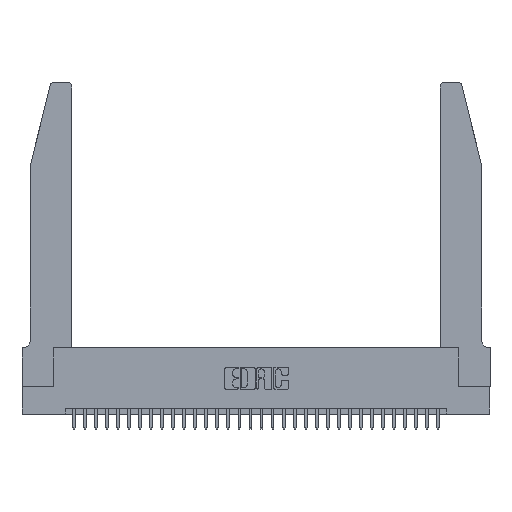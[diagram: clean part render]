
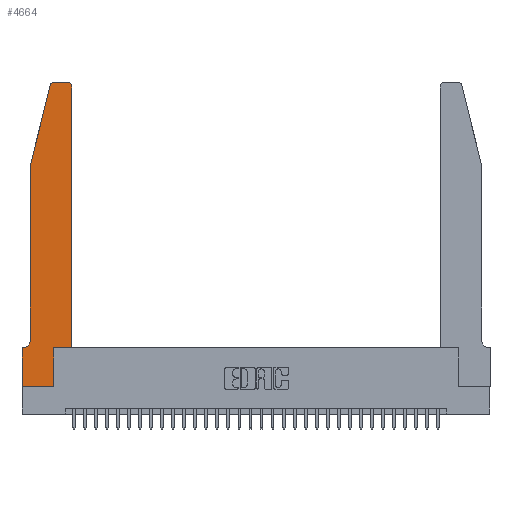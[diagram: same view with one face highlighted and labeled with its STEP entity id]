
A CAD part, top view. The second image highlights one B-rep face of the part: STEP entity #4664.
In plain terms, the highlighted planar face has unit normal (0, 0, 1).
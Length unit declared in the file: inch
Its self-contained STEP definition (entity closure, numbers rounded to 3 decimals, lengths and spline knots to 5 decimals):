
#233 = LINE ( 'NONE', #5804, #17880 ) ;
#1056 = CARTESIAN_POINT ( 'NONE',  ( 0.2865, 0.35, 0.37 ) ) ;
#1281 = CARTESIAN_POINT ( 'NONE',  ( 0., 0., 0.37 ) ) ;
#1826 = VERTEX_POINT ( 'NONE', #32424 ) ;
#2765 = CARTESIAN_POINT ( 'NONE',  ( 0.0755, 0.42, 0.37 ) ) ;
#2771 = CARTESIAN_POINT ( 'NONE',  ( 0.2865, 0.35, 0.37 ) ) ;
#2865 = EDGE_CURVE ( 'NONE', #1826, #27646, #8953, .T. ) ;
#3532 = DIRECTION ( 'NONE',  ( 0., 0., 1. ) ) ;
#4633 = DIRECTION ( 'NONE',  ( -1., 0., 0. ) ) ;
#4664 = ADVANCED_FACE ( 'NONE', ( #21842 ), #7833, .T. ) ;
#5349 = VECTOR ( 'NONE', #29445, 39.37008 ) ;
#5600 = CARTESIAN_POINT ( 'NONE',  ( 0.284, 2.75, 0.37 ) ) ;
#5804 = CARTESIAN_POINT ( 'NONE',  ( 0., 0., 0.37 ) ) ;
#5909 = CARTESIAN_POINT ( 'NONE',  ( 0.0755, 2., 0.37 ) ) ;
#6173 = ORIENTED_EDGE ( 'NONE', *, *, #6285, .T. ) ;
#6285 = EDGE_CURVE ( 'NONE', #24157, #25672, #27663, .T. ) ;
#6370 = VECTOR ( 'NONE', #20400, 39.37008 ) ;
#6940 = CARTESIAN_POINT ( 'NONE',  ( 0.4505, 0.35, 0.37 ) ) ;
#7425 = LINE ( 'NONE', #14739, #8172 ) ;
#7701 = DIRECTION ( 'NONE',  ( -1., 0., 0. ) ) ;
#7807 = DIRECTION ( 'NONE',  ( 0., 0., -1. ) ) ;
#7833 = PLANE ( 'NONE',  #26094 ) ;
#7836 = LINE ( 'NONE', #5909, #21892 ) ;
#8172 = VECTOR ( 'NONE', #4633, 39.37008 ) ;
#8838 = ORIENTED_EDGE ( 'NONE', *, *, #2865, .T. ) ;
#8953 = LINE ( 'NONE', #18230, #25446 ) ;
#9170 = VECTOR ( 'NONE', #11407, 39.37008 ) ;
#9262 = EDGE_CURVE ( 'NONE', #12659, #32422, #30335, .T. ) ;
#9466 = ORIENTED_EDGE ( 'NONE', *, *, #25122, .T. ) ;
#9769 = ORIENTED_EDGE ( 'NONE', *, *, #17685, .T. ) ;
#10125 = DIRECTION ( 'NONE',  ( 0., 0., 1. ) ) ;
#10971 = CIRCLE ( 'NONE', #14970, 0.07 ) ;
#10991 = CARTESIAN_POINT ( 'NONE',  ( 0.284, 2.72, 0.37 ) ) ;
#11076 = CARTESIAN_POINT ( 'NONE',  ( 0.0755, 0.35, 0.37 ) ) ;
#11407 = DIRECTION ( 'NONE',  ( 1., 0., 0. ) ) ;
#11551 = ORIENTED_EDGE ( 'NONE', *, *, #13812, .T. ) ;
#11911 = VERTEX_POINT ( 'NONE', #24783 ) ;
#12083 = ORIENTED_EDGE ( 'NONE', *, *, #29307, .T. ) ;
#12489 = LINE ( 'NONE', #20686, #25078 ) ;
#12585 = CARTESIAN_POINT ( 'NONE',  ( 0., 0., 0.37 ) ) ;
#12659 = VERTEX_POINT ( 'NONE', #27051 ) ;
#13335 = ORIENTED_EDGE ( 'NONE', *, *, #14364, .T. ) ;
#13598 = DIRECTION ( 'NONE',  ( -1., 0., 0. ) ) ;
#13812 = EDGE_CURVE ( 'NONE', #23331, #26723, #12489, .T. ) ;
#13813 = LINE ( 'NONE', #1281, #9170 ) ;
#14364 = EDGE_CURVE ( 'NONE', #25672, #16942, #233, .T. ) ;
#14570 = CARTESIAN_POINT ( 'NONE',  ( 0.4205, 2.72, 0.37 ) ) ;
#14649 = CARTESIAN_POINT ( 'NONE',  ( 0.25487, 2.72718, 0.37 ) ) ;
#14675 = DIRECTION ( 'NONE',  ( 0., 0., 1. ) ) ;
#14739 = CARTESIAN_POINT ( 'NONE',  ( 0.2605, 2.75, 0.37 ) ) ;
#14970 = AXIS2_PLACEMENT_3D ( 'NONE', #27004, #7807, #7701 ) ;
#16115 = DIRECTION ( 'NONE',  ( 1., 0., 0. ) ) ;
#16666 = ORIENTED_EDGE ( 'NONE', *, *, #9262, .T. ) ;
#16924 = EDGE_CURVE ( 'NONE', #32350, #23331, #26498, .T. ) ;
#16942 = VERTEX_POINT ( 'NONE', #12585 ) ;
#17685 = EDGE_CURVE ( 'NONE', #30264, #24157, #10971, .T. ) ;
#17880 = VECTOR ( 'NONE', #31164, 39.37008 ) ;
#18230 = CARTESIAN_POINT ( 'NONE',  ( 0.4505, 0.35, 0.37 ) ) ;
#18395 = CARTESIAN_POINT ( 'NONE',  ( 0.0055, 0.35, 0.37 ) ) ;
#19712 = DIRECTION ( 'NONE',  ( 1., 0., 0. ) ) ;
#20400 = DIRECTION ( 'NONE',  ( 0., 1., 0. ) ) ;
#20686 = CARTESIAN_POINT ( 'NONE',  ( 0.0755, 2., 0.37 ) ) ;
#20864 = DIRECTION ( 'NONE',  ( 0., 1., 0. ) ) ;
#21713 = VECTOR ( 'NONE', #13598, 39.37008 ) ;
#21842 = FACE_OUTER_BOUND ( 'NONE', #23097, .T. ) ;
#21892 = VECTOR ( 'NONE', #28487, 39.37008 ) ;
#22361 = DIRECTION ( 'NONE',  ( 1., 0., 0. ) ) ;
#22457 = CIRCLE ( 'NONE', #24260, 0.03 ) ;
#23097 = EDGE_LOOP ( 'NONE', ( #28109, #27168, #11551, #9466, #9769, #6173, #13335, #12083, #16666, #24152, #8838, #26494 ) ) ;
#23331 = VERTEX_POINT ( 'NONE', #14649 ) ;
#24152 = ORIENTED_EDGE ( 'NONE', *, *, #27688, .T. ) ;
#24157 = VERTEX_POINT ( 'NONE', #18395 ) ;
#24260 = AXIS2_PLACEMENT_3D ( 'NONE', #14570, #14675, #19712 ) ;
#24783 = CARTESIAN_POINT ( 'NONE',  ( 0.4205, 2.75, 0.37 ) ) ;
#24968 = CARTESIAN_POINT ( 'NONE',  ( 0.0755, 2., 0.37 ) ) ;
#25078 = VECTOR ( 'NONE', #28749, 39.37008 ) ;
#25122 = EDGE_CURVE ( 'NONE', #26723, #30264, #7836, .T. ) ;
#25446 = VECTOR ( 'NONE', #20864, 39.37008 ) ;
#25586 = CARTESIAN_POINT ( 'NONE',  ( 0., 0.35, 0.37 ) ) ;
#25672 = VERTEX_POINT ( 'NONE', #25586 ) ;
#25882 = EDGE_CURVE ( 'NONE', #11911, #32350, #7425, .T. ) ;
#26094 = AXIS2_PLACEMENT_3D ( 'NONE', #27569, #10125, #22361 ) ;
#26494 = ORIENTED_EDGE ( 'NONE', *, *, #30810, .T. ) ;
#26498 = CIRCLE ( 'NONE', #29303, 0.03 ) ;
#26723 = VERTEX_POINT ( 'NONE', #24968 ) ;
#27004 = CARTESIAN_POINT ( 'NONE',  ( 0.0055, 0.42, 0.37 ) ) ;
#27051 = CARTESIAN_POINT ( 'NONE',  ( 0.2865, 0., 0.37 ) ) ;
#27168 = ORIENTED_EDGE ( 'NONE', *, *, #16924, .T. ) ;
#27569 = CARTESIAN_POINT ( 'NONE',  ( 0., 0.35, 0.37 ) ) ;
#27646 = VERTEX_POINT ( 'NONE', #29214 ) ;
#27663 = LINE ( 'NONE', #11076, #21713 ) ;
#27688 = EDGE_CURVE ( 'NONE', #32422, #1826, #29724, .T. ) ;
#28109 = ORIENTED_EDGE ( 'NONE', *, *, #25882, .T. ) ;
#28487 = DIRECTION ( 'NONE',  ( 0., -1., 0. ) ) ;
#28749 = DIRECTION ( 'NONE',  ( -0.239, -0.971, 0. ) ) ;
#29214 = CARTESIAN_POINT ( 'NONE',  ( 0.4505, 2.72, 0.37 ) ) ;
#29303 = AXIS2_PLACEMENT_3D ( 'NONE', #10991, #3532, #16115 ) ;
#29307 = EDGE_CURVE ( 'NONE', #16942, #12659, #13813, .T. ) ;
#29445 = DIRECTION ( 'NONE',  ( 1., 0., 0. ) ) ;
#29724 = LINE ( 'NONE', #6940, #5349 ) ;
#30264 = VERTEX_POINT ( 'NONE', #2765 ) ;
#30335 = LINE ( 'NONE', #2771, #6370 ) ;
#30810 = EDGE_CURVE ( 'NONE', #27646, #11911, #22457, .T. ) ;
#31164 = DIRECTION ( 'NONE',  ( 0., -1., 0. ) ) ;
#32350 = VERTEX_POINT ( 'NONE', #5600 ) ;
#32422 = VERTEX_POINT ( 'NONE', #1056 ) ;
#32424 = CARTESIAN_POINT ( 'NONE',  ( 0.4505, 0.35, 0.37 ) ) ;
